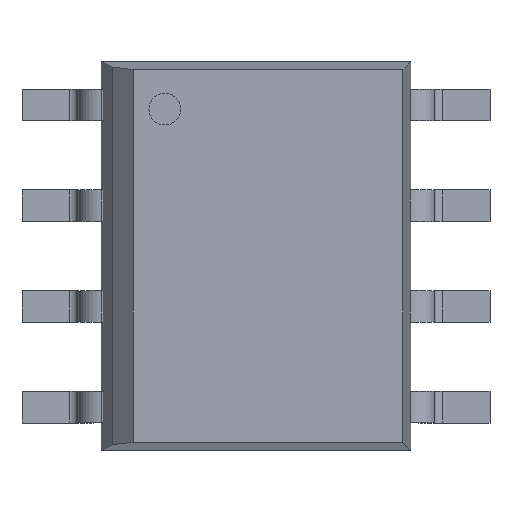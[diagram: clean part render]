
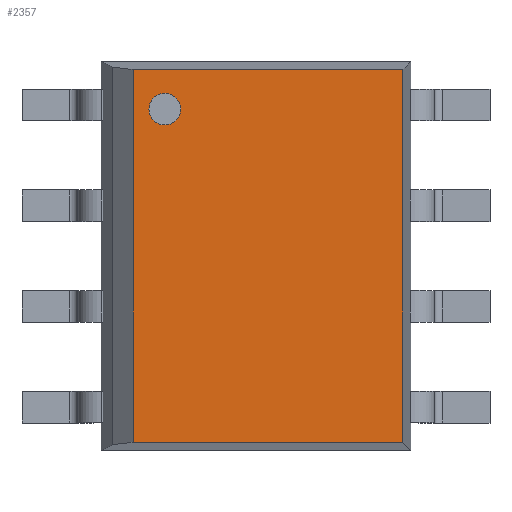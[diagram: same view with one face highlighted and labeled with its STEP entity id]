
A CAD part, top view. The second image highlights one B-rep face of the part: STEP entity #2357.
In plain terms, the highlighted planar face has unit normal (0, 0, 1).
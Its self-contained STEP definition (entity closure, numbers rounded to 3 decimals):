
#37=FACE_BOUND('',#301,.T.);
#54=PLANE('',#2512);
#160=FACE_OUTER_BOUND('',#300,.T.);
#300=EDGE_LOOP('',(#1690,#1691,#1692,#1693));
#301=EDGE_LOOP('',(#1694,#1695));
#441=LINE('',#3449,#714);
#445=LINE('',#3456,#718);
#446=LINE('',#3459,#719);
#450=LINE('',#3465,#723);
#714=VECTOR('',#2748,1.);
#718=VECTOR('',#2754,1.);
#719=VECTOR('',#2757,1.);
#723=VECTOR('',#2763,1.);
#969=CIRCLE('',#2492,0.2);
#970=CIRCLE('',#2493,0.2);
#1041=VERTEX_POINT('',#3401);
#1042=VERTEX_POINT('',#3402);
#1057=VERTEX_POINT('',#3446);
#1058=VERTEX_POINT('',#3448);
#1060=VERTEX_POINT('',#3454);
#1061=VERTEX_POINT('',#3458);
#1271=EDGE_CURVE('',#1041,#1042,#969,.T.);
#1272=EDGE_CURVE('',#1042,#1041,#970,.T.);
#1293=EDGE_CURVE('',#1057,#1058,#441,.T.);
#1297=EDGE_CURVE('',#1060,#1057,#445,.T.);
#1298=EDGE_CURVE('',#1058,#1061,#446,.T.);
#1302=EDGE_CURVE('',#1061,#1060,#450,.T.);
#1690=ORIENTED_EDGE('',*,*,#1293,.F.);
#1691=ORIENTED_EDGE('',*,*,#1297,.F.);
#1692=ORIENTED_EDGE('',*,*,#1302,.F.);
#1693=ORIENTED_EDGE('',*,*,#1298,.F.);
#1694=ORIENTED_EDGE('',*,*,#1271,.T.);
#1695=ORIENTED_EDGE('',*,*,#1272,.T.);
#2357=ADVANCED_FACE('',(#160,#37),#54,.T.);
#2492=AXIS2_PLACEMENT_3D('',#3403,#2706,#2707);
#2493=AXIS2_PLACEMENT_3D('',#3404,#2708,#2709);
#2512=AXIS2_PLACEMENT_3D('',#3483,#2782,#2783);
#2706=DIRECTION('center_axis',(0.,0.,-1.));
#2707=DIRECTION('ref_axis',(1.,0.,0.));
#2708=DIRECTION('center_axis',(0.,0.,-1.));
#2709=DIRECTION('ref_axis',(1.,0.,0.));
#2748=DIRECTION('',(1.,0.,0.));
#2754=DIRECTION('',(0.,1.,0.));
#2757=DIRECTION('',(0.,-1.,0.));
#2763=DIRECTION('',(-1.,0.,0.));
#2782=DIRECTION('center_axis',(0.,0.,1.));
#2783=DIRECTION('ref_axis',(1.,0.,0.));
#3401=CARTESIAN_POINT('',(-0.95,1.85,1.75));
#3402=CARTESIAN_POINT('',(-1.35,1.85,1.75));
#3403=CARTESIAN_POINT('Origin',(-1.15,1.85,1.75));
#3404=CARTESIAN_POINT('Origin',(-1.15,1.85,1.75));
#3446=CARTESIAN_POINT('',(-1.55,2.35,1.75));
#3448=CARTESIAN_POINT('',(1.85,2.35,1.75));
#3449=CARTESIAN_POINT('',(0.975,2.35,1.75));
#3454=CARTESIAN_POINT('',(-1.55,-2.35,1.75));
#3456=CARTESIAN_POINT('',(-1.55,1.225,1.75));
#3458=CARTESIAN_POINT('',(1.85,-2.35,1.75));
#3459=CARTESIAN_POINT('',(1.85,-1.225,1.75));
#3465=CARTESIAN_POINT('',(-0.975,-2.35,1.75));
#3483=CARTESIAN_POINT('Origin',(0.,0.,1.75));
